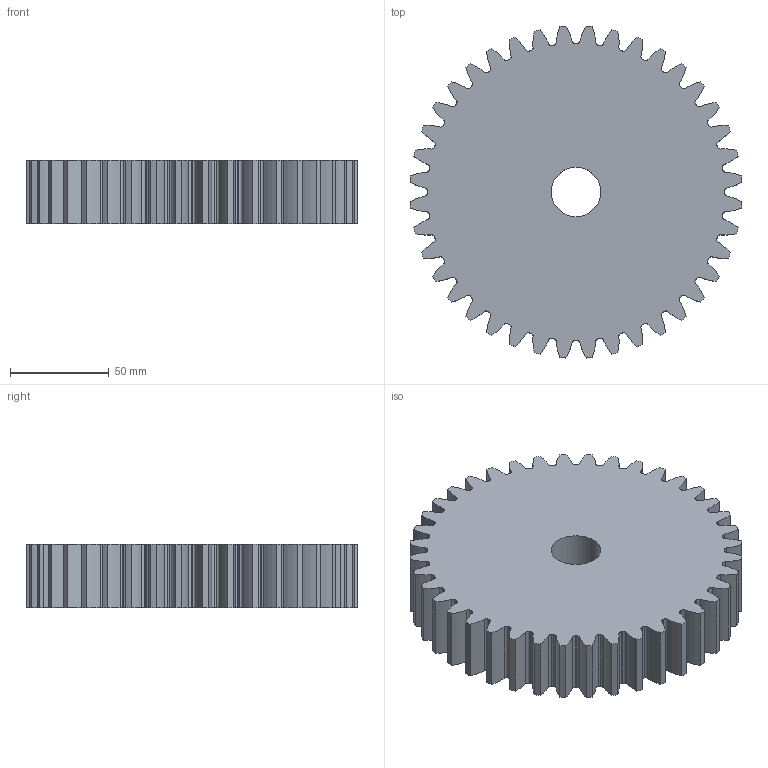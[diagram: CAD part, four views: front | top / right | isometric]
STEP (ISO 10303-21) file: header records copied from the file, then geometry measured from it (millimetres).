
FILE_DESCRIPTION (( 'STEP AP214' ), '1' );
FILE_NAME ('110-040-440.step', '2010-07-19T09:04:05', ( 'WMH Herion Antriebstechnik GmbH' ), ( 'WMH Herion Antriebstechnik GmbH' ), 'SwSTEP 2.0', 'SolidWorks 2010', '' );
FILE_SCHEMA (( 'AUTOMOTIVE_DESIGN' ));
Length unit declared in the file: millimetre
Products named in the file (1): 110-040-440
Bounding box: 167.69 x 167.69 x 32 mm (x, y, z)
Volume: 623116.5 mm3; surface area: 73060.7 mm2
Topology: 1 solids, 1 shells, 267 faces, 795 edges, 530 vertices
Faces by surface type: cylinder 265, plane 2
Entity records: 9337 total; most frequent: DIRECTION 1861, CARTESIAN_POINT 1593, ORIENTED_EDGE 1590, AXIS2_PLACEMENT_3D 798, EDGE_CURVE 795, VERTEX_POINT 530, CIRCLE 530, EDGE_LOOP 269
